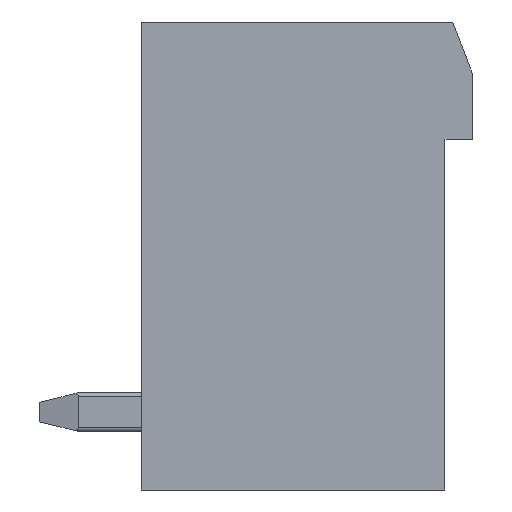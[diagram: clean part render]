
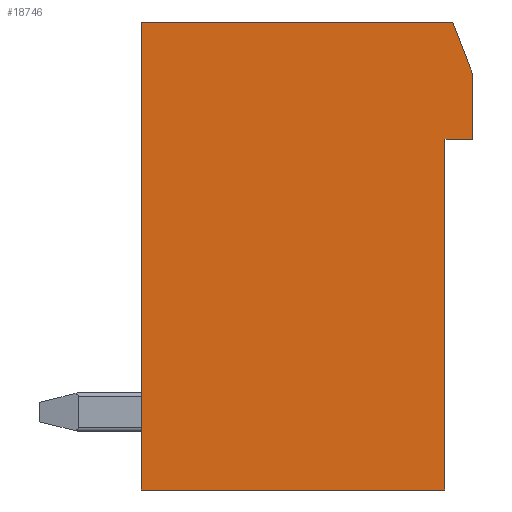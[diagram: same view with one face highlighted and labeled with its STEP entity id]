
A CAD part, left-side view. The second image highlights one B-rep face of the part: STEP entity #18746.
In plain terms, the highlighted planar face has unit normal (-1, 0, 0).
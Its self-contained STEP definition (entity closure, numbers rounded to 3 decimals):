
#583=LINE('',#25629,#2656);
#591=LINE('',#25645,#2664);
#601=LINE('',#25668,#2674);
#1320=LINE('',#27332,#3393);
#1338=LINE('',#27353,#3411);
#1339=LINE('',#27355,#3412);
#1342=LINE('',#27361,#3415);
#2656=VECTOR('',#20586,1000.);
#2664=VECTOR('',#20598,1000.);
#2674=VECTOR('',#20612,1000.);
#3393=VECTOR('',#21725,1000.);
#3411=VECTOR('',#21745,1000.);
#3412=VECTOR('',#21748,1000.);
#3415=VECTOR('',#21753,1000.);
#8608=ORIENTED_EDGE('',*,*,#10119,.T.);
#8609=ORIENTED_EDGE('',*,*,#10111,.T.);
#8610=ORIENTED_EDGE('',*,*,#10946,.T.);
#8611=ORIENTED_EDGE('',*,*,#10130,.T.);
#8612=ORIENTED_EDGE('',*,*,#10968,.T.);
#8613=ORIENTED_EDGE('',*,*,#10965,.T.);
#8614=ORIENTED_EDGE('',*,*,#10964,.T.);
#10111=EDGE_CURVE('',#12796,#12795,#583,.T.);
#10119=EDGE_CURVE('',#12801,#12796,#591,.T.);
#10130=EDGE_CURVE('',#12813,#12812,#601,.T.);
#10946=EDGE_CURVE('',#12795,#12813,#1320,.T.);
#10964=EDGE_CURVE('',#13474,#12801,#1338,.T.);
#10965=EDGE_CURVE('',#13475,#13474,#1339,.T.);
#10968=EDGE_CURVE('',#12812,#13475,#1342,.T.);
#12795=VERTEX_POINT('',#25628);
#12796=VERTEX_POINT('',#25630);
#12801=VERTEX_POINT('',#25643);
#12812=VERTEX_POINT('',#25667);
#12813=VERTEX_POINT('',#25669);
#13474=VERTEX_POINT('',#27337);
#13475=VERTEX_POINT('',#27356);
#15764=EDGE_LOOP('',(#8608,#8609,#8610,#8611,#8612,#8613,#8614));
#16917=FACE_BOUND('',#15764,.T.);
#17796=PLANE('',#20075);
#18746=ADVANCED_FACE('',(#16917),#17796,.T.);
#20075=AXIS2_PLACEMENT_3D('',#29919,#24170,#24171);
#20586=DIRECTION('',(0.,1.,0.));
#20598=DIRECTION('',(0.,0.359,0.933));
#20612=DIRECTION('',(0.,-1.,0.));
#21725=DIRECTION('',(0.,0.,-1.));
#21745=DIRECTION('',(0.,0.,1.));
#21748=DIRECTION('',(0.,-1.,0.));
#21753=DIRECTION('',(0.,0.,1.));
#24170=DIRECTION('',(-1.,0.,0.));
#24171=DIRECTION('',(0.,0.,1.));
#25628=CARTESIAN_POINT('',(-35.,8.5,6.));
#25629=CARTESIAN_POINT('',(-35.,0.5,6.));
#25630=CARTESIAN_POINT('',(-35.,0.5,6.));
#25643=CARTESIAN_POINT('',(-35.,0.,4.7));
#25645=CARTESIAN_POINT('',(-35.,0.,4.7));
#25667=CARTESIAN_POINT('',(-35.,0.7,-6.));
#25668=CARTESIAN_POINT('',(-35.,8.5,-6.));
#25669=CARTESIAN_POINT('',(-35.,8.5,-6.));
#27332=CARTESIAN_POINT('',(-35.,8.5,6.));
#27337=CARTESIAN_POINT('',(-35.,0.,3.));
#27353=CARTESIAN_POINT('',(-35.,0.,3.));
#27355=CARTESIAN_POINT('',(-35.,0.7,3.));
#27356=CARTESIAN_POINT('',(-35.,0.7,3.));
#27361=CARTESIAN_POINT('',(-35.,0.7,-6.));
#29919=CARTESIAN_POINT('',(-35.,0.,0.));
